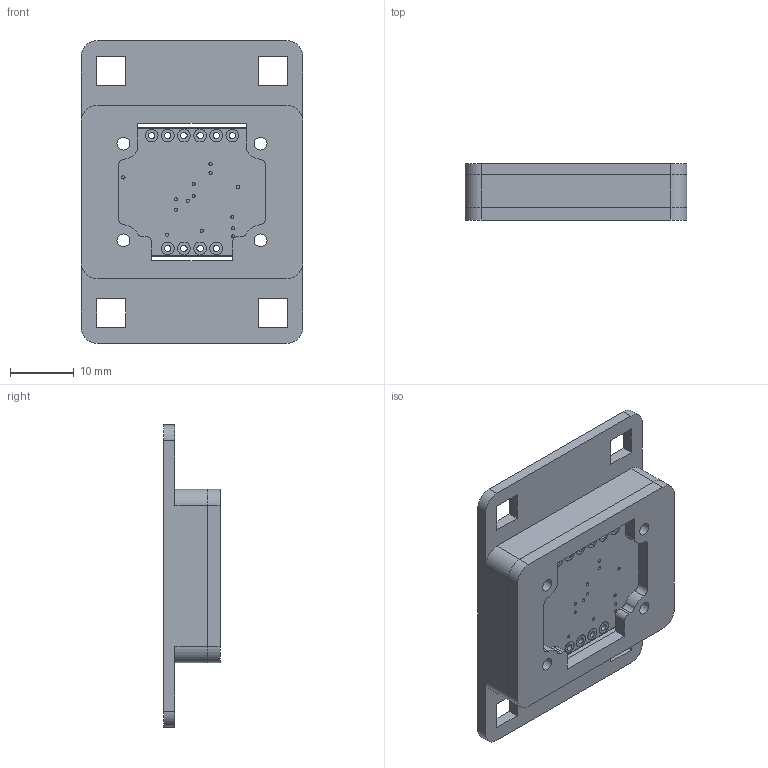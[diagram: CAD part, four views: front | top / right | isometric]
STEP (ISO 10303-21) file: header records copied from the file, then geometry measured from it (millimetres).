
FILE_DESCRIPTION(/* description */ (''),/* implementation_level */ '2;1');
FILE_NAME(/* name */ 'Adafruit_BNO055 Mount .step',/* time_stamp */ '2018-09-09T17:25:03-04:00',/* author */ ('Xaveagle'),/* organization */ (''),/* preprocessor_version */ 'ST-DEVELOPER v17.2',/* originating_system */ 'Autodesk Translation Framework v7.6.0.251',/* authorisation */ '');
FILE_SCHEMA (('AUTOMOTIVE_DESIGN { 1 0 10303 214 3 1 1 }'));
Length unit declared in the file: millimetre
Products named in the file (3): Adafruit_BNO055 Mount 2; BNO055; BNO055 Mount
Assembly tree (2 placements, depth 2):
  Adafruit_BNO055 Mount 2
    BNO055
    BNO055 Mount
Bounding box: 34.92 x 8.86 x 47.62 mm (x, y, z)
Volume: 6431.1 mm3; surface area: 7884.7 mm2
Topology: 3 solids, 3 shells, 630 faces, 1644 edges, 1049 vertices
Faces by surface type: plane 416, cylinder 187, sphere 18, torus 9
Full cylindrical faces by diameter (mm): 0.5 x15, 1 x12, 2 x20, 2.032 x8, 2.5 x4, 4 x8, 5.08 x4
Entity records: 19795 total; most frequent: CARTESIAN_POINT 3312, DIRECTION 3288, ORIENTED_EDGE 3256, EDGE_CURVE 1628, LINE 1238, VECTOR 1238, VERTEX_POINT 1049, AXIS2_PLACEMENT_3D 1025
